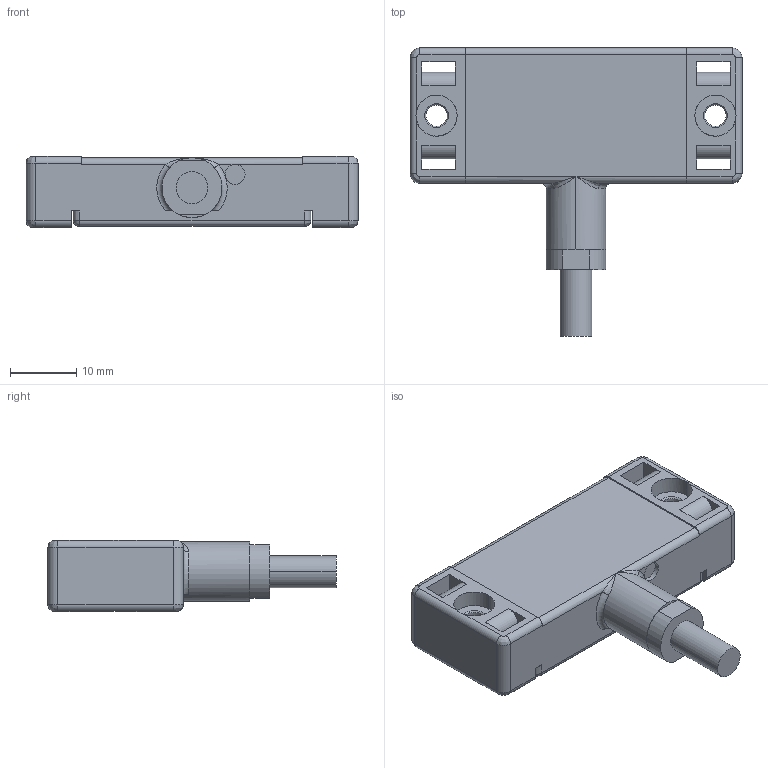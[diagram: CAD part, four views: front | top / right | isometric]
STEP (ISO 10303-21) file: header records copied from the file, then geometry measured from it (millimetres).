
FILE_DESCRIPTION((''),'2;1');
FILE_NAME('DM_CAD-3222_SW0001','2018-01-04T',('creinig-se'),(''),'PRO/ENGINEER BY PARAMETRIC TECHNOLOGY CORPORATION, 2015440','PRO/ENGINEER BY PARAMETRIC TECHNOLOGY CORPORATION, 2015440','');
FILE_SCHEMA(('CONFIG_CONTROL_DESIGN'));
Length unit declared in the file: millimetre
Products named in the file (1): DM_CAD-3222_SW0001
Bounding box: 50 x 43.4 x 10.7 mm (x, y, z)
Volume: 10737.4 mm3; surface area: 4741.2 mm2
Topology: 1 solids, 1 shells, 137 faces, 377 edges, 254 vertices
Faces by surface type: plane 60, cylinder 53, bspline 14, cone 8, torus 2
Entity records: 5736 total; most frequent: CARTESIAN_POINT 1102, DIRECTION 748, ORIENTED_EDGE 724, EDGE_CURVE 362, AXIS2_PLACEMENT_3D 261, VECTOR 226, LINE 226, VERTEX_POINT 224
